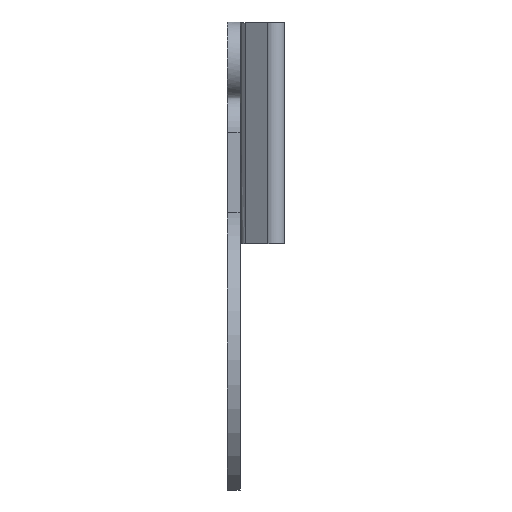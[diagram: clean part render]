
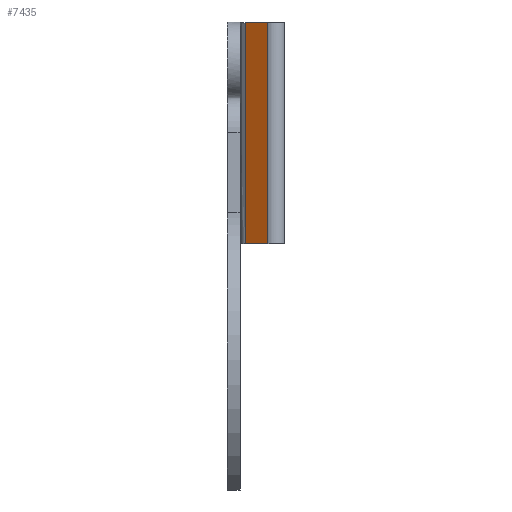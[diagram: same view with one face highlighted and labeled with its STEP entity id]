
A CAD part, front view. The second image highlights one B-rep face of the part: STEP entity #7435.
In plain terms, the highlighted free-form (B-spline) face has degree [1, 1] with [2, 2] control points.
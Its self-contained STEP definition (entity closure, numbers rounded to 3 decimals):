
#83 = B_SPLINE_SURFACE_WITH_KNOTS('',1,1,(
    (#84,#85)
    ,(#86,#87
    )),.UNSPECIFIED.,.F.,.F.,.F.,(2,2),(2,2),(-0.94,
    7.06),(-13.196,2.804),
  .PIECEWISE_BEZIER_KNOTS.);
#84 = CARTESIAN_POINT('',(0.138,-51.529,5.));
#85 = CARTESIAN_POINT('',(0.138,-37.545,5.));
#86 = CARTESIAN_POINT('',(7.13,-51.529,5.));
#87 = CARTESIAN_POINT('',(7.13,-37.545,5.));
#137 = B_SPLINE_SURFACE_WITH_KNOTS('',1,1,(
    (#138,#139)
    ,(#140,#141
    )),.UNSPECIFIED.,.F.,.F.,.F.,(2,2),(2,2),(-0.94,
    7.06),(-13.196,2.804),
  .PIECEWISE_BEZIER_KNOTS.);
#138 = CARTESIAN_POINT('',(0.138,-51.529,39.8));
#139 = CARTESIAN_POINT('',(0.138,-37.545,39.8));
#140 = CARTESIAN_POINT('',(7.13,-51.529,39.8));
#141 = CARTESIAN_POINT('',(7.13,-37.545,39.8));
#3127 = VERTEX_POINT('',#3128);
#3128 = CARTESIAN_POINT('',(0.96,-49.079,39.8));
#3148 = ( BOUNDED_SURFACE() B_SPLINE_SURFACE(2,1,(
    (#3149,#3150)
    ,(#3151,#3152)
    ,(#3153,#3154
)),.UNSPECIFIED.,.F.,.F.,.F.) B_SPLINE_SURFACE_WITH_KNOTS((3,3),(2,2),(
    3.142,4.154),(-40.,0.),.PIECEWISE_BEZIER_KNOTS.) 
GEOMETRIC_REPRESENTATION_ITEM() RATIONAL_B_SPLINE_SURFACE((
    (1.,1.)
    ,(0.875,0.875)
,(1.,1.))) REPRESENTATION_ITEM('') SURFACE() );
#3149 = CARTESIAN_POINT('',(0.138,-47.596,5.));
#3150 = CARTESIAN_POINT('',(0.138,-47.596,39.8));
#3151 = CARTESIAN_POINT('',(0.138,-48.565,5.));
#3152 = CARTESIAN_POINT('',(0.138,-48.565,39.8));
#3153 = CARTESIAN_POINT('',(0.96,-49.079,5.));
#3154 = CARTESIAN_POINT('',(0.96,-49.079,39.8));
#3162 = EDGE_CURVE('',#3163,#3127,#3165,.T.);
#3163 = VERTEX_POINT('',#3164);
#3164 = CARTESIAN_POINT('',(4.456,-51.264,39.8));
#3165 = SURFACE_CURVE('',#3166,(#3169,#3176),.PCURVE_S1.);
#3166 = B_SPLINE_CURVE_WITH_KNOTS('',1,(#3167,#3168),.UNSPECIFIED.,.F.,
  .F.,(2,2),(0.,4.717),.PIECEWISE_BEZIER_KNOTS.);
#3167 = CARTESIAN_POINT('',(4.456,-51.264,39.8));
#3168 = CARTESIAN_POINT('',(0.96,-49.079,39.8));
#3169 = PCURVE('',#137,#3170);
#3170 = DEFINITIONAL_REPRESENTATION('',(#3171),#3175);
#3171 = B_SPLINE_CURVE_WITH_KNOTS('',2,(#3172,#3173,#3174),
  .UNSPECIFIED.,.F.,.F.,(3,3),(0.,4.717),
  .PIECEWISE_BEZIER_KNOTS.);
#3172 = CARTESIAN_POINT('',(4.,-12.892));
#3173 = CARTESIAN_POINT('',(2.,-11.642));
#3174 = CARTESIAN_POINT('',(0.,-10.392));
#3175 = ( GEOMETRIC_REPRESENTATION_CONTEXT(2) 
PARAMETRIC_REPRESENTATION_CONTEXT() REPRESENTATION_CONTEXT('2D SPACE',''
  ) );
#3176 = PCURVE('',#3177,#3182);
#3177 = B_SPLINE_SURFACE_WITH_KNOTS('',1,1,(
    (#3178,#3179)
    ,(#3180,#3181
    )),.UNSPECIFIED.,.F.,.F.,.F.,(2,2),(2,2),(0.,4.717),(-40.,
    0.),.PIECEWISE_BEZIER_KNOTS.);
#3178 = CARTESIAN_POINT('',(4.456,-51.264,5.));
#3179 = CARTESIAN_POINT('',(4.456,-51.264,39.8));
#3180 = CARTESIAN_POINT('',(0.96,-49.079,5.));
#3181 = CARTESIAN_POINT('',(0.96,-49.079,39.8));
#3182 = DEFINITIONAL_REPRESENTATION('',(#3183),#3187);
#3183 = B_SPLINE_CURVE_WITH_KNOTS('',2,(#3184,#3185,#3186),
  .UNSPECIFIED.,.F.,.F.,(3,3),(0.,4.717),
  .PIECEWISE_BEZIER_KNOTS.);
#3184 = CARTESIAN_POINT('',(0.,0.));
#3185 = CARTESIAN_POINT('',(2.358,0.));
#3186 = CARTESIAN_POINT('',(4.717,0.));
#3187 = ( GEOMETRIC_REPRESENTATION_CONTEXT(2) 
PARAMETRIC_REPRESENTATION_CONTEXT() REPRESENTATION_CONTEXT('2D SPACE',''
  ) );
#3227 = ( BOUNDED_SURFACE() B_SPLINE_SURFACE(2,1,(
    (#3228,#3229)
    ,(#3230,#3231)
    ,(#3232,#3233
)),.UNSPECIFIED.,.F.,.F.,.F.) B_SPLINE_SURFACE_WITH_KNOTS((3,3),(2,2),(
    4.154,6.283),(-40.,0.),.PIECEWISE_BEZIER_KNOTS.) 
GEOMETRIC_REPRESENTATION_ITEM() RATIONAL_B_SPLINE_SURFACE((
    (1.,1.)
    ,(0.485,0.485)
,(1.,1.))) REPRESENTATION_ITEM('') SURFACE() );
#3228 = CARTESIAN_POINT('',(4.456,-51.264,5.));
#3229 = CARTESIAN_POINT('',(4.456,-51.264,39.8));
#3230 = CARTESIAN_POINT('',(7.13,-52.935,5.));
#3231 = CARTESIAN_POINT('',(7.13,-52.935,39.8));
#3232 = CARTESIAN_POINT('',(7.13,-49.781,5.));
#3233 = CARTESIAN_POINT('',(7.13,-49.781,39.8));
#4026 = VERTEX_POINT('',#4027);
#4027 = CARTESIAN_POINT('',(0.96,-49.079,5.));
#4054 = EDGE_CURVE('',#4055,#4026,#4057,.T.);
#4055 = VERTEX_POINT('',#4056);
#4056 = CARTESIAN_POINT('',(4.456,-51.264,5.));
#4057 = SURFACE_CURVE('',#4058,(#4061,#4068),.PCURVE_S1.);
#4058 = B_SPLINE_CURVE_WITH_KNOTS('',1,(#4059,#4060),.UNSPECIFIED.,.F.,
  .F.,(2,2),(0.,4.717),.PIECEWISE_BEZIER_KNOTS.);
#4059 = CARTESIAN_POINT('',(4.456,-51.264,5.));
#4060 = CARTESIAN_POINT('',(0.96,-49.079,5.));
#4061 = PCURVE('',#83,#4062);
#4062 = DEFINITIONAL_REPRESENTATION('',(#4063),#4067);
#4063 = B_SPLINE_CURVE_WITH_KNOTS('',2,(#4064,#4065,#4066),
  .UNSPECIFIED.,.F.,.F.,(3,3),(0.,4.717),
  .PIECEWISE_BEZIER_KNOTS.);
#4064 = CARTESIAN_POINT('',(4.,-12.892));
#4065 = CARTESIAN_POINT('',(2.,-11.642));
#4066 = CARTESIAN_POINT('',(0.,-10.392));
#4067 = ( GEOMETRIC_REPRESENTATION_CONTEXT(2) 
PARAMETRIC_REPRESENTATION_CONTEXT() REPRESENTATION_CONTEXT('2D SPACE',''
  ) );
#4068 = PCURVE('',#3177,#4069);
#4069 = DEFINITIONAL_REPRESENTATION('',(#4070),#4074);
#4070 = B_SPLINE_CURVE_WITH_KNOTS('',2,(#4071,#4072,#4073),
  .UNSPECIFIED.,.F.,.F.,(3,3),(0.,4.717),
  .PIECEWISE_BEZIER_KNOTS.);
#4071 = CARTESIAN_POINT('',(0.,-40.));
#4072 = CARTESIAN_POINT('',(2.358,-40.));
#4073 = CARTESIAN_POINT('',(4.717,-40.));
#4074 = ( GEOMETRIC_REPRESENTATION_CONTEXT(2) 
PARAMETRIC_REPRESENTATION_CONTEXT() REPRESENTATION_CONTEXT('2D SPACE',''
  ) );
#7413 = EDGE_CURVE('',#3163,#4055,#7414,.T.);
#7414 = SURFACE_CURVE('',#7415,(#7418,#7425),.PCURVE_S1.);
#7415 = B_SPLINE_CURVE_WITH_KNOTS('',1,(#7416,#7417),.UNSPECIFIED.,.F.,
  .F.,(2,2),(0.,40.),.PIECEWISE_BEZIER_KNOTS.);
#7416 = CARTESIAN_POINT('',(4.456,-51.264,39.8));
#7417 = CARTESIAN_POINT('',(4.456,-51.264,5.));
#7418 = PCURVE('',#3227,#7419);
#7419 = DEFINITIONAL_REPRESENTATION('',(#7420),#7424);
#7420 = B_SPLINE_CURVE_WITH_KNOTS('',2,(#7421,#7422,#7423),
  .UNSPECIFIED.,.F.,.F.,(3,3),(0.,40.),.PIECEWISE_BEZIER_KNOTS.);
#7421 = CARTESIAN_POINT('',(4.154,0.));
#7422 = CARTESIAN_POINT('',(4.154,-20.));
#7423 = CARTESIAN_POINT('',(4.154,-40.));
#7424 = ( GEOMETRIC_REPRESENTATION_CONTEXT(2) 
PARAMETRIC_REPRESENTATION_CONTEXT() REPRESENTATION_CONTEXT('2D SPACE',''
  ) );
#7425 = PCURVE('',#3177,#7426);
#7426 = DEFINITIONAL_REPRESENTATION('',(#7427),#7431);
#7427 = B_SPLINE_CURVE_WITH_KNOTS('',2,(#7428,#7429,#7430),
  .UNSPECIFIED.,.F.,.F.,(3,3),(0.,40.),.PIECEWISE_BEZIER_KNOTS.);
#7428 = CARTESIAN_POINT('',(0.,0.));
#7429 = CARTESIAN_POINT('',(0.,-20.));
#7430 = CARTESIAN_POINT('',(0.,-40.));
#7431 = ( GEOMETRIC_REPRESENTATION_CONTEXT(2) 
PARAMETRIC_REPRESENTATION_CONTEXT() REPRESENTATION_CONTEXT('2D SPACE',''
  ) );
#7435 = ADVANCED_FACE('',(#7436),#3177,.F.);
#7436 = FACE_BOUND('',#7437,.F.);
#7437 = EDGE_LOOP('',(#7438,#7439,#7440,#7460));
#7438 = ORIENTED_EDGE('',*,*,#7413,.T.);
#7439 = ORIENTED_EDGE('',*,*,#4054,.T.);
#7440 = ORIENTED_EDGE('',*,*,#7441,.F.);
#7441 = EDGE_CURVE('',#3127,#4026,#7442,.T.);
#7442 = SURFACE_CURVE('',#7443,(#7446,#7453),.PCURVE_S1.);
#7443 = B_SPLINE_CURVE_WITH_KNOTS('',1,(#7444,#7445),.UNSPECIFIED.,.F.,
  .F.,(2,2),(0.,40.),.PIECEWISE_BEZIER_KNOTS.);
#7444 = CARTESIAN_POINT('',(0.96,-49.079,39.8));
#7445 = CARTESIAN_POINT('',(0.96,-49.079,5.));
#7446 = PCURVE('',#3177,#7447);
#7447 = DEFINITIONAL_REPRESENTATION('',(#7448),#7452);
#7448 = B_SPLINE_CURVE_WITH_KNOTS('',2,(#7449,#7450,#7451),
  .UNSPECIFIED.,.F.,.F.,(3,3),(0.,40.),.PIECEWISE_BEZIER_KNOTS.);
#7449 = CARTESIAN_POINT('',(4.717,0.));
#7450 = CARTESIAN_POINT('',(4.717,-20.));
#7451 = CARTESIAN_POINT('',(4.717,-40.));
#7452 = ( GEOMETRIC_REPRESENTATION_CONTEXT(2) 
PARAMETRIC_REPRESENTATION_CONTEXT() REPRESENTATION_CONTEXT('2D SPACE',''
  ) );
#7453 = PCURVE('',#3148,#7454);
#7454 = DEFINITIONAL_REPRESENTATION('',(#7455),#7459);
#7455 = B_SPLINE_CURVE_WITH_KNOTS('',2,(#7456,#7457,#7458),
  .UNSPECIFIED.,.F.,.F.,(3,3),(0.,40.),.PIECEWISE_BEZIER_KNOTS.);
#7456 = CARTESIAN_POINT('',(4.154,0.));
#7457 = CARTESIAN_POINT('',(4.154,-20.));
#7458 = CARTESIAN_POINT('',(4.154,-40.));
#7459 = ( GEOMETRIC_REPRESENTATION_CONTEXT(2) 
PARAMETRIC_REPRESENTATION_CONTEXT() REPRESENTATION_CONTEXT('2D SPACE',''
  ) );
#7460 = ORIENTED_EDGE('',*,*,#3162,.F.);
